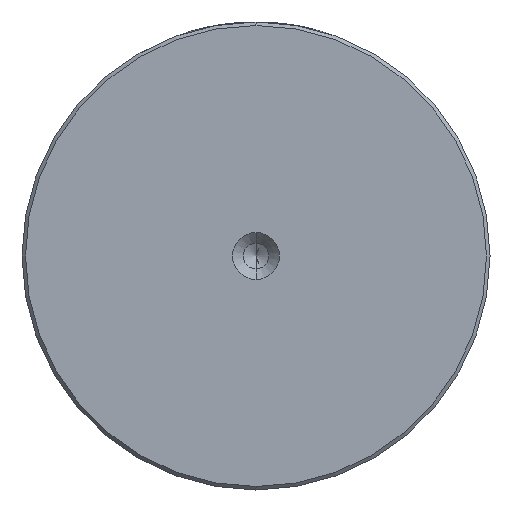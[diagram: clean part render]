
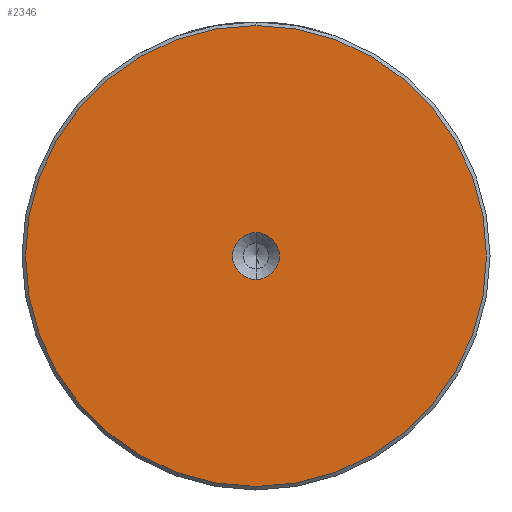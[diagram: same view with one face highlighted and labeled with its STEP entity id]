
A CAD part, left-side view. The second image highlights one B-rep face of the part: STEP entity #2346.
In plain terms, the highlighted planar face has unit normal (-1, 0, 0).
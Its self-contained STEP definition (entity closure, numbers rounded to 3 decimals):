
#159 = DIRECTION ( 'NONE',  ( 0., 0., 1. ) ) ;
#193 = EDGE_CURVE ( 'NONE', #1595, #917, #2717, .T. ) ;
#258 = FACE_BOUND ( 'NONE', #2024, .T. ) ;
#287 = CARTESIAN_POINT ( 'NONE',  ( 0., 0., -3.3 ) ) ;
#318 = DIRECTION ( 'NONE',  ( 0., 0., 1. ) ) ;
#383 = DIRECTION ( 'NONE',  ( -1., 0., 0. ) ) ;
#398 = CARTESIAN_POINT ( 'NONE',  ( 0., 0., 0. ) ) ;
#403 = CARTESIAN_POINT ( 'NONE',  ( 0., 0., -32.5 ) ) ;
#706 = CIRCLE ( 'NONE', #1961, 3.3 ) ;
#885 = DIRECTION ( 'NONE',  ( -1., 0., 0. ) ) ;
#895 = AXIS2_PLACEMENT_3D ( 'NONE', #2414, #885, #2662 ) ;
#917 = VERTEX_POINT ( 'NONE', #2436 ) ;
#993 = EDGE_LOOP ( 'NONE', ( #3008, #1689 ) ) ;
#1062 = CARTESIAN_POINT ( 'NONE',  ( 0., 0., 0. ) ) ;
#1145 = AXIS2_PLACEMENT_3D ( 'NONE', #2843, #1340, #3098 ) ;
#1274 = EDGE_CURVE ( 'NONE', #3170, #2277, #3055, .T. ) ;
#1318 = CARTESIAN_POINT ( 'NONE',  ( 0., 0., 0. ) ) ;
#1340 = DIRECTION ( 'NONE',  ( -1., 0., 0. ) ) ;
#1514 = CARTESIAN_POINT ( 'NONE',  ( 0., 0., 3.3 ) ) ;
#1580 = DIRECTION ( 'NONE',  ( 0., 0., 1. ) ) ;
#1588 = AXIS2_PLACEMENT_3D ( 'NONE', #1062, #1828, #318 ) ;
#1595 = VERTEX_POINT ( 'NONE', #403 ) ;
#1689 = ORIENTED_EDGE ( 'NONE', *, *, #2076, .T. ) ;
#1719 = ORIENTED_EDGE ( 'NONE', *, *, #1274, .F. ) ;
#1828 = DIRECTION ( 'NONE',  ( -1., 0., 0. ) ) ;
#1886 = EDGE_CURVE ( 'NONE', #2277, #3170, #706, .T. ) ;
#1961 = AXIS2_PLACEMENT_3D ( 'NONE', #1318, #3079, #1580 ) ;
#2024 = EDGE_LOOP ( 'NONE', ( #3192, #1719 ) ) ;
#2076 = EDGE_CURVE ( 'NONE', #917, #1595, #2323, .T. ) ;
#2277 = VERTEX_POINT ( 'NONE', #1514 ) ;
#2323 = CIRCLE ( 'NONE', #1145, 32.5 ) ;
#2346 = ADVANCED_FACE ( 'NONE', ( #2860, #258 ), #3072, .T. ) ;
#2414 = CARTESIAN_POINT ( 'NONE',  ( 0., 0., 0. ) ) ;
#2436 = CARTESIAN_POINT ( 'NONE',  ( 0., 0., 32.5 ) ) ;
#2563 = AXIS2_PLACEMENT_3D ( 'NONE', #398, #383, #159 ) ;
#2662 = DIRECTION ( 'NONE',  ( 0., 0., 1. ) ) ;
#2717 = CIRCLE ( 'NONE', #2563, 32.5 ) ;
#2843 = CARTESIAN_POINT ( 'NONE',  ( 0., 0., 0. ) ) ;
#2860 = FACE_OUTER_BOUND ( 'NONE', #993, .T. ) ;
#3008 = ORIENTED_EDGE ( 'NONE', *, *, #193, .T. ) ;
#3055 = CIRCLE ( 'NONE', #895, 3.3 ) ;
#3072 = PLANE ( 'NONE',  #1588 ) ;
#3079 = DIRECTION ( 'NONE',  ( -1., 0., 0. ) ) ;
#3098 = DIRECTION ( 'NONE',  ( 0., 0., 1. ) ) ;
#3170 = VERTEX_POINT ( 'NONE', #287 ) ;
#3192 = ORIENTED_EDGE ( 'NONE', *, *, #1886, .F. ) ;
